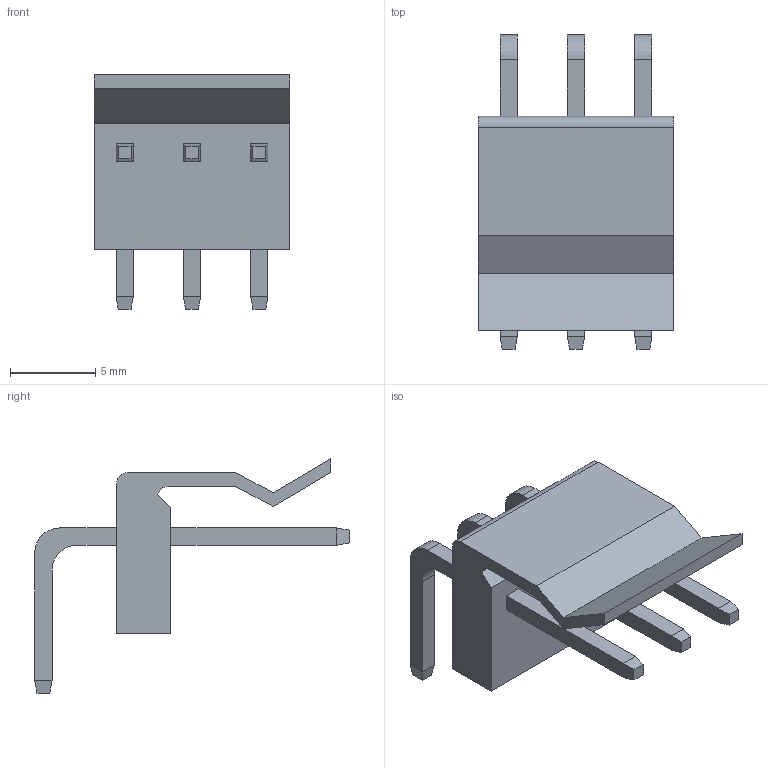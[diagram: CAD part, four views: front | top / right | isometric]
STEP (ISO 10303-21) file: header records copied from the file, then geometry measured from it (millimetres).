
FILE_DESCRIPTION(/* description */ ('Unknown'),/* implementation_level */ '2;1');
FILE_NAME(/* name */ 'JST - CH - Thru (R) - 3Pin - 3.96mm',/* time_stamp */ '2018-11-29T09:25:05-05:00',/* author */ ('Unknown'),/* organization */ ('Unknown'),/* preprocessor_version */ 'ST-DEVELOPER v16.7',/* originating_system */ 'DEX',/* authorisation */ $);
FILE_SCHEMA (('AUTOMOTIVE_DESIGN {1 0 10303 214 3 1 1}'));
Length unit declared in the file: millimetre
Products named in the file (1): JST - CH - Thru (R) - 3Pin - 3.96mm
Bounding box: 11.48 x 18.5 x 13.79 mm (x, y, z)
Volume: 498.2 mm3; surface area: 913.5 mm2
Topology: 1 solids, 21 shells, 269 faces, 630 edges, 412 vertices
Faces by surface type: plane 215, bspline 46, cylinder 8
Entity records: 10890 total; most frequent: CARTESIAN_POINT 3536, ORIENTED_EDGE 1252, DIRECTION 800, EDGE_CURVE 626, VERTEX_POINT 412, LINE 320, VECTOR 320, EDGE_LOOP 294
